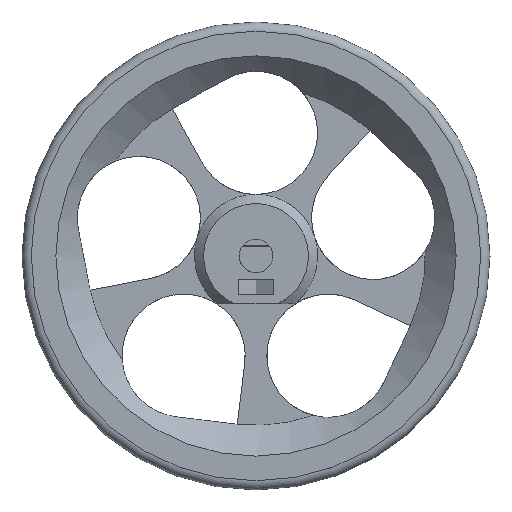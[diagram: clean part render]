
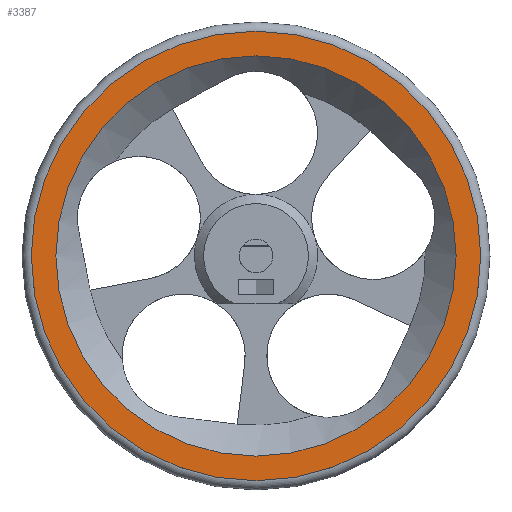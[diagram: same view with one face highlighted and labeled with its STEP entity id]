
A CAD part, top view. The second image highlights one B-rep face of the part: STEP entity #3387.
In plain terms, the highlighted planar face has unit normal (0, 0, 1).
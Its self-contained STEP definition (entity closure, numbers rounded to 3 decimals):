
#277 = CONICAL_SURFACE('',#278,27.5,0.785);
#278 = AXIS2_PLACEMENT_3D('',#279,#280,#281);
#279 = CARTESIAN_POINT('',(0.,0.,-2.));
#280 = DIRECTION('',(0.,0.,1.));
#281 = DIRECTION('',(-1.,0.,0.));
#1106 = VERTEX_POINT('',#1107);
#1107 = CARTESIAN_POINT('',(-32.5,0.,3.));
#1128 = EDGE_CURVE('',#1106,#1106,#1129,.T.);
#1129 = SURFACE_CURVE('',#1130,(#1135,#1142),.PCURVE_S1.);
#1130 = CIRCLE('',#1131,32.5);
#1131 = AXIS2_PLACEMENT_3D('',#1132,#1133,#1134);
#1132 = CARTESIAN_POINT('',(0.,0.,3.));
#1133 = DIRECTION('',(0.,0.,1.));
#1134 = DIRECTION('',(-1.,0.,0.));
#1135 = PCURVE('',#277,#1136);
#1136 = DEFINITIONAL_REPRESENTATION('',(#1137),#1141);
#1137 = LINE('',#1138,#1139);
#1138 = CARTESIAN_POINT('',(0.,5.));
#1139 = VECTOR('',#1140,1.);
#1140 = DIRECTION('',(1.,0.));
#1141 = ( GEOMETRIC_REPRESENTATION_CONTEXT(2) 
PARAMETRIC_REPRESENTATION_CONTEXT() REPRESENTATION_CONTEXT('2D SPACE',''
  ) );
#1142 = PCURVE('',#1143,#1148);
#1143 = PLANE('',#1144);
#1144 = AXIS2_PLACEMENT_3D('',#1145,#1146,#1147);
#1145 = CARTESIAN_POINT('',(0.,0.,3.));
#1146 = DIRECTION('',(0.,0.,-1.));
#1147 = DIRECTION('',(1.,0.,0.));
#1148 = DEFINITIONAL_REPRESENTATION('',(#1149),#1157);
#1149 = ( BOUNDED_CURVE() B_SPLINE_CURVE(2,(#1150,#1151,#1152,#1153,
#1154,#1155,#1156),.UNSPECIFIED.,.F.,.F.) B_SPLINE_CURVE_WITH_KNOTS((1,2
    ,2,2,2,1),(-2.094,0.,2.094,4.189,
6.283,8.378),.UNSPECIFIED.) CURVE() 
GEOMETRIC_REPRESENTATION_ITEM() RATIONAL_B_SPLINE_CURVE((1.,0.5,1.,0.5,
1.,0.5,1.)) REPRESENTATION_ITEM('') );
#1150 = CARTESIAN_POINT('',(-32.5,0.));
#1151 = CARTESIAN_POINT('',(-32.5,56.292));
#1152 = CARTESIAN_POINT('',(16.25,28.146));
#1153 = CARTESIAN_POINT('',(65.,0.));
#1154 = CARTESIAN_POINT('',(16.25,-28.146));
#1155 = CARTESIAN_POINT('',(-32.5,-56.292));
#1156 = CARTESIAN_POINT('',(-32.5,0.));
#1157 = ( GEOMETRIC_REPRESENTATION_CONTEXT(2) 
PARAMETRIC_REPRESENTATION_CONTEXT() REPRESENTATION_CONTEXT('2D SPACE',''
  ) );
#3387 = ADVANCED_FACE('',(#3388,#3391),#1143,.F.);
#3388 = FACE_BOUND('',#3389,.F.);
#3389 = EDGE_LOOP('',(#3390));
#3390 = ORIENTED_EDGE('',*,*,#1128,.T.);
#3391 = FACE_BOUND('',#3392,.F.);
#3392 = EDGE_LOOP('',(#3393));
#3393 = ORIENTED_EDGE('',*,*,#3394,.F.);
#3394 = EDGE_CURVE('',#3395,#3395,#3397,.T.);
#3395 = VERTEX_POINT('',#3396);
#3396 = CARTESIAN_POINT('',(-36.5,0.,3.));
#3397 = SURFACE_CURVE('',#3398,(#3403,#3414),.PCURVE_S1.);
#3398 = CIRCLE('',#3399,36.5);
#3399 = AXIS2_PLACEMENT_3D('',#3400,#3401,#3402);
#3400 = CARTESIAN_POINT('',(0.,0.,3.));
#3401 = DIRECTION('',(0.,0.,1.));
#3402 = DIRECTION('',(-1.,0.,0.));
#3403 = PCURVE('',#1143,#3404);
#3404 = DEFINITIONAL_REPRESENTATION('',(#3405),#3413);
#3405 = ( BOUNDED_CURVE() B_SPLINE_CURVE(2,(#3406,#3407,#3408,#3409,
#3410,#3411,#3412),.UNSPECIFIED.,.F.,.F.) B_SPLINE_CURVE_WITH_KNOTS((1,2
    ,2,2,2,1),(-2.094,0.,2.094,4.189,
6.283,8.378),.UNSPECIFIED.) CURVE() 
GEOMETRIC_REPRESENTATION_ITEM() RATIONAL_B_SPLINE_CURVE((1.,0.5,1.,0.5,
1.,0.5,1.)) REPRESENTATION_ITEM('') );
#3406 = CARTESIAN_POINT('',(-36.5,0.));
#3407 = CARTESIAN_POINT('',(-36.5,63.22));
#3408 = CARTESIAN_POINT('',(18.25,31.61));
#3409 = CARTESIAN_POINT('',(73.,0.));
#3410 = CARTESIAN_POINT('',(18.25,-31.61));
#3411 = CARTESIAN_POINT('',(-36.5,-63.22));
#3412 = CARTESIAN_POINT('',(-36.5,0.));
#3413 = ( GEOMETRIC_REPRESENTATION_CONTEXT(2) 
PARAMETRIC_REPRESENTATION_CONTEXT() REPRESENTATION_CONTEXT('2D SPACE',''
  ) );
#3414 = PCURVE('',#3415,#3420);
#3415 = CYLINDRICAL_SURFACE('',#3416,36.5);
#3416 = AXIS2_PLACEMENT_3D('',#3417,#3418,#3419);
#3417 = CARTESIAN_POINT('',(0.,0.,3.));
#3418 = DIRECTION('',(0.,0.,-1.));
#3419 = DIRECTION('',(-1.,0.,0.));
#3420 = DEFINITIONAL_REPRESENTATION('',(#3421),#3425);
#3421 = LINE('',#3422,#3423);
#3422 = CARTESIAN_POINT('',(-0.,0.));
#3423 = VECTOR('',#3424,1.);
#3424 = DIRECTION('',(-1.,0.));
#3425 = ( GEOMETRIC_REPRESENTATION_CONTEXT(2) 
PARAMETRIC_REPRESENTATION_CONTEXT() REPRESENTATION_CONTEXT('2D SPACE',''
  ) );
